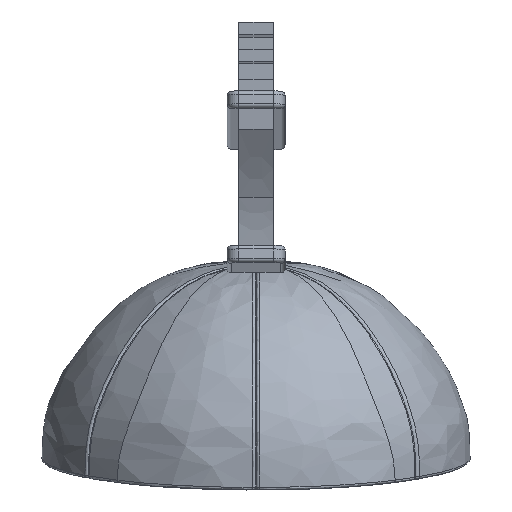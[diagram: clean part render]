
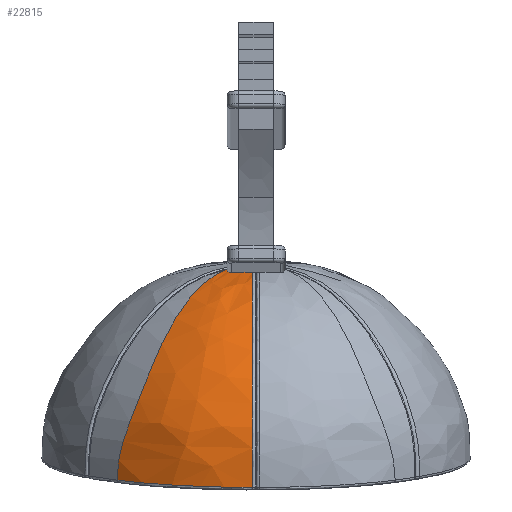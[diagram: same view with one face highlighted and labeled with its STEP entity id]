
A CAD part, front view. The second image highlights one B-rep face of the part: STEP entity #22815.
In plain terms, the highlighted free-form (B-spline) face has degree [3, 3] with [5, 9] control points.
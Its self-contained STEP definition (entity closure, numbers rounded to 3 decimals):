
#2108=CARTESIAN_POINT('',(-2.5,-6.474,14.952));
#2109=CARTESIAN_POINT('',(-2.5,-6.503,14.946));
#2110=CARTESIAN_POINT('',(-2.5,-6.561,14.934));
#2111=CARTESIAN_POINT('',(-2.5,-6.619,14.922));
#2112=CARTESIAN_POINT('',(-2.5,-6.648,14.916));
#2117=CARTESIAN_POINT('',(-2.5,-6.648,14.916));
#2118=CARTESIAN_POINT('',(-2.5,-6.719,14.9));
#2119=CARTESIAN_POINT('',(-2.496,-6.855,
14.87));
#2120=CARTESIAN_POINT('',(-2.481,-7.035,
14.83));
#2121=CARTESIAN_POINT('',(-2.458,-7.196,
14.793));
#2122=CARTESIAN_POINT('',(-2.428,-7.34,
14.761));
#2123=CARTESIAN_POINT('',(-2.392,-7.467,
14.732));
#2124=CARTESIAN_POINT('',(-2.349,-7.581,
14.706));
#2125=CARTESIAN_POINT('',(-2.297,-7.681,
14.685));
#2126=CARTESIAN_POINT('',(-2.232,-7.762,
14.669));
#2127=CARTESIAN_POINT('',(-2.18,-7.796,
14.665));
#2128=CARTESIAN_POINT('',(-2.15,-7.804,14.665));
#2133=CARTESIAN_POINT('',(-2.15,-7.804,14.665));
#2134=CARTESIAN_POINT('',(-1.836,-7.886,
14.673));
#2135=CARTESIAN_POINT('',(-1.216,-8.008,
14.683));
#2136=CARTESIAN_POINT('',(-0.616,-8.06,
14.688));
#2137=CARTESIAN_POINT('',(-0.321,-8.072,
14.689));
#2142=CARTESIAN_POINT('',(-0.322,-19.859,
-3.862));
#2143=CARTESIAN_POINT('',(-0.322,-19.934,
-3.294));
#2144=CARTESIAN_POINT('',(-0.322,-20.082,
-2.218));
#2145=CARTESIAN_POINT('',(-0.323,-20.172,
-0.452));
#2146=CARTESIAN_POINT('',(-0.322,-20.024,
1.008));
#2147=CARTESIAN_POINT('',(-0.323,-19.695,
2.429));
#2148=CARTESIAN_POINT('',(-0.321,-19.267,
3.704));
#2149=CARTESIAN_POINT('',(-0.323,-18.696,
5.093));
#2150=CARTESIAN_POINT('',(-0.322,-17.917,
6.636));
#2151=CARTESIAN_POINT('',(-0.323,-16.892,
8.294));
#2152=CARTESIAN_POINT('',(-0.323,-15.506,
10.059));
#2153=CARTESIAN_POINT('',(-0.323,-14.09,
11.454));
#2154=CARTESIAN_POINT('',(-0.322,-12.727,
12.524));
#2155=CARTESIAN_POINT('',(-0.323,-11.432,
13.335));
#2156=CARTESIAN_POINT('',(-0.322,-10.217,
13.941));
#2157=CARTESIAN_POINT('',(-0.321,-9.094,
14.385));
#2158=CARTESIAN_POINT('',(-0.321,-8.399,
14.599));
#2159=CARTESIAN_POINT('',(-0.321,-8.072,
14.689));
#2164=CARTESIAN_POINT('',(-11.998,-15.096,
-3.234));
#2165=CARTESIAN_POINT('',(-11.713,-15.366,
-3.27));
#2166=CARTESIAN_POINT('',(-11.064,-15.945,
-3.346));
#2167=CARTESIAN_POINT('',(-9.802,-16.892,
-3.471));
#2168=CARTESIAN_POINT('',(-8.339,-17.781,
-3.588));
#2169=CARTESIAN_POINT('',(-6.759,-18.536,
-3.688));
#2170=CARTESIAN_POINT('',(-5.184,-19.102,
-3.763));
#2171=CARTESIAN_POINT('',(-3.743,-19.481,
-3.813));
#2172=CARTESIAN_POINT('',(-2.164,-19.757,
-3.849));
#2173=CARTESIAN_POINT('',(-0.957,-19.847,
-3.861));
#2174=CARTESIAN_POINT('',(-0.322,-19.859,
-3.862));
#6794=CARTESIAN_POINT('',(-2.5,-6.474,14.952));
#6799=CARTESIAN_POINT('',(-11.998,-15.096,
-3.234));
#6800=CARTESIAN_POINT('',(-11.951,-15.468,
-0.664));
#6801=CARTESIAN_POINT('',(-10.214,-17.137,
3.114));
#6802=CARTESIAN_POINT('',(-6.457,-11.987,
13.455));
#6803=CARTESIAN_POINT('',(-2.5,-6.474,14.952));
#6811=CARTESIAN_POINT('',(-11.998,-15.096,
-3.234));
#18661=VERTEX_POINT('',#6811);
#18705=VERTEX_POINT('',#2174);
#19613=VERTEX_POINT('',#6794);
#19616=VERTEX_POINT('',#2112);
#19619=VERTEX_POINT('',#2133);
#19620=VERTEX_POINT('',#2137);
#22755=CARTESIAN_POINT('',(-12.216,-14.854,
-3.449));
#22756=CARTESIAN_POINT('',(-11.268,-15.783,
-3.571));
#22757=CARTESIAN_POINT('',(-9.313,-17.29,
-3.769));
#22758=CARTESIAN_POINT('',(-5.222,-19.282,
-4.032));
#22759=CARTESIAN_POINT('',(0.,-20.195,
-4.152));
#22760=CARTESIAN_POINT('',(5.222,-19.282,
-4.032));
#22761=CARTESIAN_POINT('',(9.314,-17.29,
-3.769));
#22762=CARTESIAN_POINT('',(11.269,-15.783,
-3.571));
#22763=CARTESIAN_POINT('',(12.218,-14.853,
-3.448));
#22764=CARTESIAN_POINT('',(-12.208,-15.219,
-0.74));
#22765=CARTESIAN_POINT('',(-11.292,-16.115,
-0.863));
#22766=CARTESIAN_POINT('',(-9.387,-17.595,
-1.075));
#22767=CARTESIAN_POINT('',(-5.315,-19.605,
-1.375));
#22768=CARTESIAN_POINT('',(0.,-20.559,
-1.523));
#22769=CARTESIAN_POINT('',(5.315,-19.605,
-1.375));
#22770=CARTESIAN_POINT('',(9.388,-17.594,
-1.075));
#22771=CARTESIAN_POINT('',(11.293,-16.114,
-0.863));
#22772=CARTESIAN_POINT('',(12.21,-15.217,
-0.74));
#22773=CARTESIAN_POINT('',(-10.466,-17.046,
3.016));
#22774=CARTESIAN_POINT('',(-9.539,-17.823,
2.917));
#22775=CARTESIAN_POINT('',(-7.71,-19.016,
2.77));
#22776=CARTESIAN_POINT('',(-4.168,-20.464,
2.6));
#22777=CARTESIAN_POINT('',(-0.002,-21.05,
2.536));
#22778=CARTESIAN_POINT('',(4.166,-20.465,
2.6));
#22779=CARTESIAN_POINT('',(7.71,-19.016,
2.77));
#22780=CARTESIAN_POINT('',(9.54,-17.822,
2.917));
#22781=CARTESIAN_POINT('',(10.468,-17.044,
3.016));
#22782=CARTESIAN_POINT('',(-6.524,-11.819,
13.597));
#22783=CARTESIAN_POINT('',(-6.026,-12.283,
13.537));
#22784=CARTESIAN_POINT('',(-5.,-13.051,
13.436));
#22785=CARTESIAN_POINT('',(-2.819,-14.102,
13.299));
#22786=CARTESIAN_POINT('',(0.004,-14.608,
13.234));
#22787=CARTESIAN_POINT('',(2.825,-14.1,
13.3));
#22788=CARTESIAN_POINT('',(5.004,-13.049,
13.436));
#22789=CARTESIAN_POINT('',(6.026,-12.282,
13.537));
#22790=CARTESIAN_POINT('',(6.525,-11.818,
13.597));
#22791=CARTESIAN_POINT('',(-2.397,-6.249,
15.006));
#22792=CARTESIAN_POINT('',(-2.263,-6.415,
14.984));
#22793=CARTESIAN_POINT('',(-1.961,-6.729,
14.943));
#22794=CARTESIAN_POINT('',(-1.199,-7.247,
14.875));
#22795=CARTESIAN_POINT('',(0.001,-7.562,
14.834));
#22796=CARTESIAN_POINT('',(1.2,-7.247,
14.875));
#22797=CARTESIAN_POINT('',(1.962,-6.729,
14.943));
#22798=CARTESIAN_POINT('',(2.263,-6.415,
14.985));
#22799=CARTESIAN_POINT('',(2.397,-6.249,
15.006));
#22800=B_SPLINE_SURFACE_WITH_KNOTS('',3,3,((#22755,#22756,#22757,#22758,#22759,
#22760,#22761,#22762,#22763),(#22764,#22765,#22766,#22767,#22768,#22769,#22770,
#22771,#22772),(#22773,#22774,#22775,#22776,#22777,#22778,#22779,#22780,#22781),
(#22782,#22783,#22784,#22785,#22786,#22787,#22788,#22789,#22790),(#22791,#22792,
#22793,#22794,#22795,#22796,#22797,#22798,#22799)),.UNSPECIFIED.,.F.,.F.,.F.,(4,
1,4),(4,1,1,1,1,1,4),(0.,0.435,0.964),(
0.747,0.781,0.812,0.875,
0.937,0.969,1.003),.UNSPECIFIED.);
#22802=ORIENTED_EDGE('',*,*,#22801,.T.);
#22804=ORIENTED_EDGE('',*,*,#22803,.T.);
#22806=ORIENTED_EDGE('',*,*,#22805,.T.);
#22808=ORIENTED_EDGE('',*,*,#22807,.F.);
#22810=ORIENTED_EDGE('',*,*,#22809,.F.);
#22812=ORIENTED_EDGE('',*,*,#22811,.T.);
#22813=EDGE_LOOP('',(#22802,#22804,#22806,#22808,#22810,#22812));
#22814=FACE_OUTER_BOUND('',#22813,.F.);
#2113=B_SPLINE_CURVE_WITH_KNOTS('',3,(#2108,#2109,#2110,#2111,#2112),
.UNSPECIFIED.,.F.,.F.,(4,1,4),(0.,0.5,1.),.UNSPECIFIED.);
#2129=B_SPLINE_CURVE_WITH_KNOTS('',3,(#2117,#2118,#2119,#2120,#2121,#2122,#2123,
#2124,#2125,#2126,#2127,#2128),.UNSPECIFIED.,.F.,.F.,(4,1,1,1,1,1,1,1,1,4),
(0.,0.111,0.222,0.333,0.444,
0.556,0.667,0.778,0.889,1.),
.UNSPECIFIED.);
#2138=B_SPLINE_CURVE_WITH_KNOTS('',3,(#2133,#2134,#2135,#2136,#2137),
.UNSPECIFIED.,.F.,.F.,(4,1,4),(0.,0.5,1.),.UNSPECIFIED.);
#2160=B_SPLINE_CURVE_WITH_KNOTS('',3,(#2142,#2143,#2144,#2145,#2146,#2147,#2148,
#2149,#2150,#2151,#2152,#2153,#2154,#2155,#2156,#2157,#2158,#2159),
.UNSPECIFIED.,.F.,.F.,(4,1,1,1,1,1,1,1,1,1,1,1,1,1,1,4),(0.,0.067,
0.133,0.2,0.267,0.333,0.4,
0.467,0.533,0.6,0.667,0.733,
0.8,0.867,0.933,1.),.UNSPECIFIED.);
#2175=B_SPLINE_CURVE_WITH_KNOTS('',3,(#2164,#2165,#2166,#2167,#2168,#2169,#2170,
#2171,#2172,#2173,#2174),.UNSPECIFIED.,.F.,.F.,(4,1,1,1,1,1,1,1,4),(0.,
0.125,0.25,0.375,0.5,0.625,0.75,0.875,1.),.UNSPECIFIED.);
#6804=B_SPLINE_CURVE_WITH_KNOTS('',3,(#6799,#6800,#6801,#6802,#6803),
.UNSPECIFIED.,.F.,.F.,(4,1,4),(0.,0.446,1.),.UNSPECIFIED.);
#22801=EDGE_CURVE('',#19613,#19616,#2113,.T.);
#22803=EDGE_CURVE('',#19616,#19619,#2129,.T.);
#22805=EDGE_CURVE('',#19619,#19620,#2138,.T.);
#22807=EDGE_CURVE('',#18705,#19620,#2160,.T.);
#22809=EDGE_CURVE('',#18661,#18705,#2175,.T.);
#22811=EDGE_CURVE('',#18661,#19613,#6804,.T.);
#22815=ADVANCED_FACE('',(#22814),#22800,.F.);
